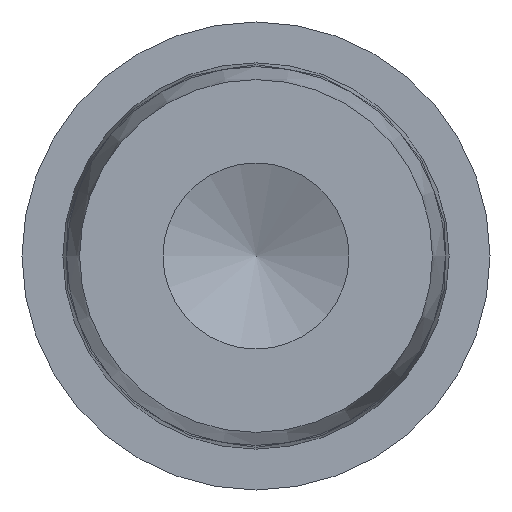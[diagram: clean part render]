
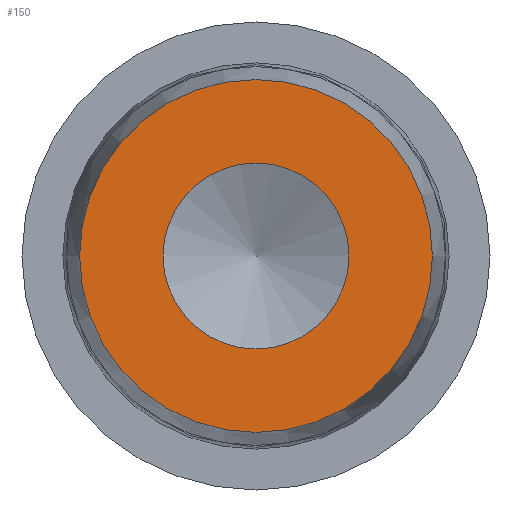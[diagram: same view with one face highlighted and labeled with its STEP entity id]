
A CAD part, front view. The second image highlights one B-rep face of the part: STEP entity #150.
In plain terms, the highlighted planar face has unit normal (0, -1, 0).
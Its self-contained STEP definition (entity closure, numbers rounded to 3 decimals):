
#150=ADVANCED_FACE('',(#177,#178),#171,.F.);
#171=PLANE('',#364);
#177=FACE_BOUND('',#219,.T.);
#178=FACE_BOUND('',#220,.T.);
#219=EDGE_LOOP('',(#259));
#220=EDGE_LOOP('',(#260));
#259=ORIENTED_EDGE('',*,*,#321,.T.);
#260=ORIENTED_EDGE('',*,*,#322,.T.);
#299=VERTEX_POINT('',#489);
#300=VERTEX_POINT('',#491);
#321=EDGE_CURVE('',#299,#299,#341,.T.);
#322=EDGE_CURVE('',#300,#300,#342,.T.);
#341=CIRCLE('',#362,1.252);
#342=CIRCLE('',#363,2.375);
#362=AXIS2_PLACEMENT_3D('',#488,#405,#406);
#363=AXIS2_PLACEMENT_3D('',#490,#407,#408);
#364=AXIS2_PLACEMENT_3D('',#492,#409,#410);
#405=DIRECTION('',(0.,1.,0.));
#406=DIRECTION('',(-1.,0.,0.));
#407=DIRECTION('',(0.,-1.,0.));
#408=DIRECTION('',(-1.,0.,0.));
#409=DIRECTION('',(0.,1.,0.));
#410=DIRECTION('',(-1.,0.,0.));
#488=CARTESIAN_POINT('',(17.1,-162.192,45.003));
#489=CARTESIAN_POINT('',(15.849,-162.192,45.003));
#490=CARTESIAN_POINT('',(17.1,-162.192,45.003));
#491=CARTESIAN_POINT('',(14.725,-162.192,45.003));
#492=CARTESIAN_POINT('',(15.378,-162.192,45.003));
